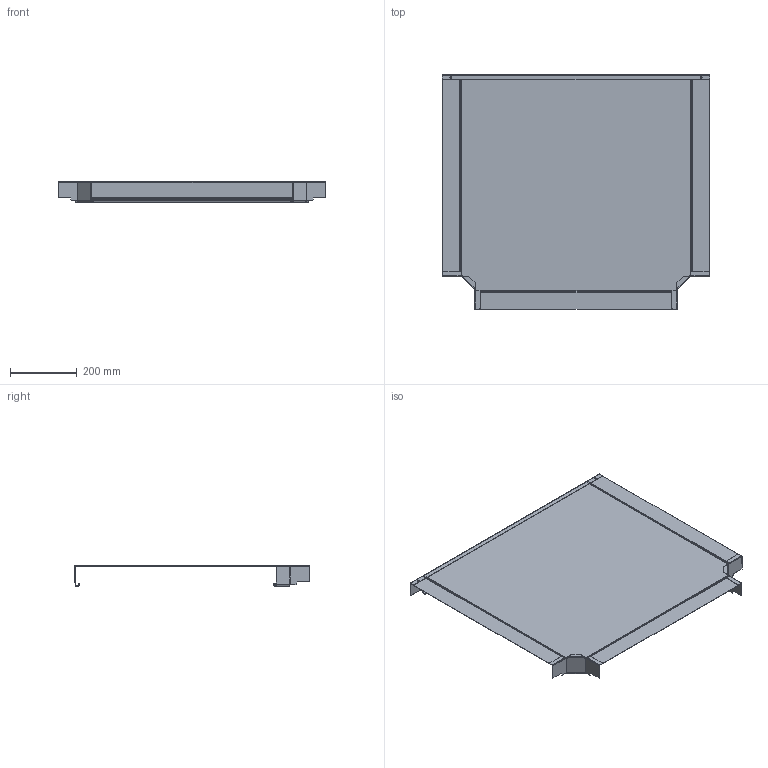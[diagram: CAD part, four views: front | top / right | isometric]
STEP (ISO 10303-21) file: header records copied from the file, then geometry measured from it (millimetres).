
FILE_DESCRIPTION((''),'2;1');
FILE_NAME('6041332_ASM','2012-10-04T',('AndreasKeweloh'),(''),'PRO/ENGINEER BY PARAMETRIC TECHNOLOGY CORPORATION, 2012230','PRO/ENGINEER BY PARAMETRIC TECHNOLOGY CORPORATION, 2012230','');
FILE_SCHEMA(('CONFIG_CONTROL_DESIGN'));
Length unit declared in the file: millimetre
Products named in the file (4): 6041332_INNENHOLM60; 6041332_BODENBLECH_RTM_600; 6041332_HOLM_RTM_660; 6041332_ASM
Assembly tree (4 placements, depth 2):
  6041332_ASM
    6041332_INNENHOLM60  x2
    6041332_BODENBLECH_RTM_600
    6041332_HOLM_RTM_660
Bounding box: 799.2 x 701.35 x 63 mm (x, y, z)
Volume: 796004.9 mm3; surface area: 1280855.2 mm2
Topology: 4 solids, 4 shells, 467 faces, 1212 edges, 772 vertices
Faces by surface type: plane 284, cylinder 94, extrusion 69, bspline 16, cone 4
Entity records: 14701 total; most frequent: CARTESIAN_POINT 5331, ORIENTED_EDGE 2024, DIRECTION 1688, EDGE_CURVE 1012, VECTOR 778, LINE 709, VERTEX_POINT 654, AXIS2_PLACEMENT_3D 455
